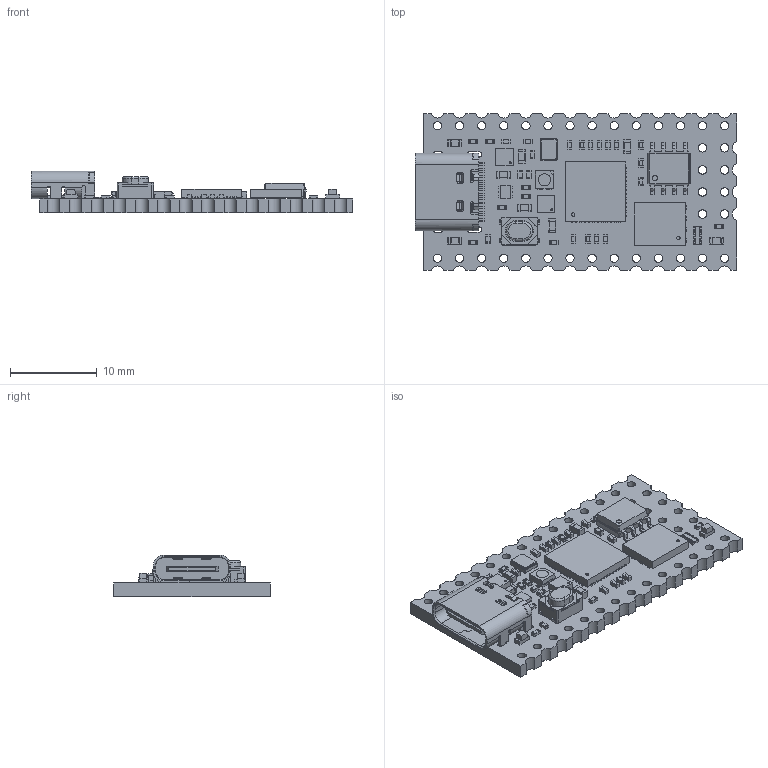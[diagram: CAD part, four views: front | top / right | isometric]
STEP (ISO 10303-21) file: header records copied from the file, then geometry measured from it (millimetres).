
FILE_DESCRIPTION(('FreeCAD Model'),'2;1');
FILE_NAME('icebreaker-bitsy-v1.1b.step','2020-10-27T18:56:49',('Author'),(''), 'Open CASCADE STEP processor 7.4','FreeCAD','Unknown');
FILE_SCHEMA(('AUTOMOTIVE_DESIGN { 1 0 10303 214 1 1 1 1 }'));
Length unit declared in the file: millimetre
Products named in the file (108): Unnamed1; Open_CASCADE_STEP_translator_7.4_1; SOT-666; SOLID; DFN-8-1EP_6x5mm_Pitch1.27mm; SOLID001; R_0402_1005Metric; SOLID002; R_0402_1005Metric001; LED_0603_1608Metric; SOLID004; R_Array_Convex_4x0402; SOLID005; SOIC-8_3.9x4.9mm_P1.27mm; SOLID006; HRO_TYPE-C-31-M-12; SOLID007; SOLID008; SOLID009; SOLID010; R_0402_1005Metric002; LED_0603_1608Metric001; R_0402_1005Metric003; R_0402_1005Metric004; LED_0603_1608Metric002; R_0402_1005Metric005; C_0402_1005Metric; SOLID018; QFN-48-1EP_7x7mm_P0.5mm_EP5.6x5.6mm; SOLID019; R_0402_1005Metric006; R_0402_1005Metric007; R_0402_1005Metric008; R_0402_1005Metric009; C_0402_1005Metric001; C_0402_1005Metric002; C_0402_1005Metric003; C_0402_1005Metric004; C_0402_1005Metric005; C_0402_1005Metric006 ...
Assembly tree (186 placements, depth 4):
  Unnamed1
    Open_CASCADE_STEP_translator_7.4_1
      SOT-666
        SOLID
      DFN-8-1EP_6x5mm_Pitch1.27mm
        SOLID001
      R_0402_1005Metric
        SOLID002
      R_0402_1005Metric001
        SOLID002
      LED_0603_1608Metric
        SOLID004
      R_Array_Convex_4x0402
        SOLID005
      SOIC-8_3.9x4.9mm_P1.27mm
        SOLID006
      HRO_TYPE-C-31-M-12
        SOLID007
        SOLID008
        SOLID009
        SOLID010
      R_0402_1005Metric002
        SOLID002
      LED_0603_1608Metric001
        SOLID004
      R_0402_1005Metric003
        SOLID002
      R_0402_1005Metric004
        SOLID002
      LED_0603_1608Metric002
        SOLID004
      R_0402_1005Metric005
        SOLID002
      C_0402_1005Metric
        SOLID018
      QFN-48-1EP_7x7mm_P0.5mm_EP5.6x5.6mm
        SOLID019
      R_0402_1005Metric006
        SOLID002
      R_0402_1005Metric007
        SOLID002
      R_0402_1005Metric008
        SOLID002
      R_0402_1005Metric009
        SOLID002
      C_0402_1005Metric001
        SOLID018
      C_0402_1005Metric002
        SOLID018
      C_0402_1005Metric003
        SOLID018
      C_0402_1005Metric004
        SOLID018
      C_0402_1005Metric005
        SOLID018
      C_0402_1005Metric006
        SOLID018
      C_0402_1005Metric007
        SOLID018
      C_0402_1005Metric008
Bounding box: 36.95 x 18 x 4.81 mm (x, y, z)
Volume: 2412.5 mm3; surface area: 5326.8 mm2
Topology: 98 solids, 98 shells, 5474 faces, 15422 edges, 14089 vertices
Faces by surface type: plane 3716, cylinder 1499, bspline 121, sphere 72, torus 54, cone 12
Full cylindrical faces by diameter (mm): 0.25 x4, 0.3 x18, 0.4 x4, 0.5 x4, 0.6 x2, 0.65 x4, 0.8 x1, 0.965 x72, 1.412 x1
Entity records: 86164 total; most frequent: CARTESIAN_POINT 16636, DIRECTION 10985, ORIENTED_EDGE 10386, EDGE_CURVE 5193, LINE 4783, VECTOR 4783, VERTEX_POINT 3325, AXIS2_PLACEMENT_3D 3101
